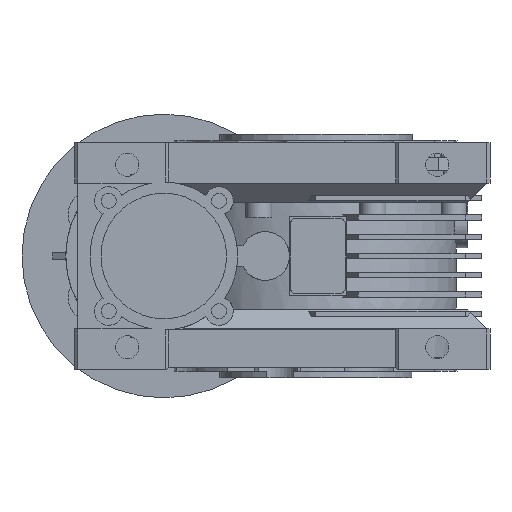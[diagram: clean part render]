
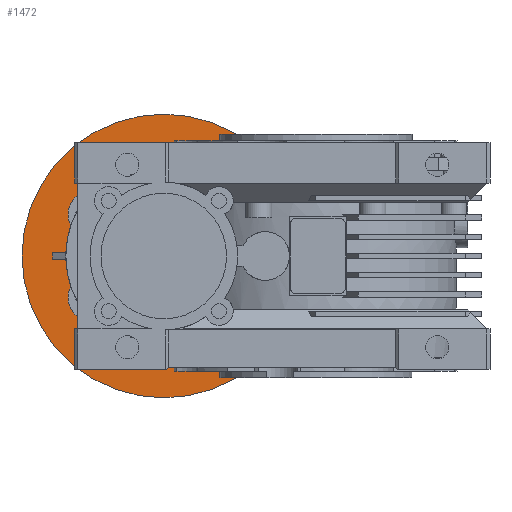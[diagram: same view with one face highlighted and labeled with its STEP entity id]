
A CAD part, left-side view. The second image highlights one B-rep face of the part: STEP entity #1472.
In plain terms, the highlighted planar face has unit normal (-1, 0, 0).
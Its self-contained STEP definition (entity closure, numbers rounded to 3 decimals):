
#1472=ADVANCED_FACE('',(#3798,#3799,#3800,#3801,#3802,#3803),#3804,.F.);
#3798=FACE_OUTER_BOUND('',#7228,.T.);
#3799=FACE_BOUND('',#7229,.T.);
#3800=FACE_BOUND('',#7230,.T.);
#3801=FACE_BOUND('',#7231,.T.);
#3802=FACE_BOUND('',#7232,.T.);
#3803=FACE_BOUND('',#7233,.T.);
#3804=PLANE('',#7234);
#7228=EDGE_LOOP('',(#11618));
#7229=EDGE_LOOP('',(#11619,#11620,#11621,#11622,#11623,#11624,#11625,#11626,#11627,#11628,#11629,#11630));
#7230=EDGE_LOOP('',(#11631));
#7231=EDGE_LOOP('',(#11632));
#7232=EDGE_LOOP('',(#11633));
#7233=EDGE_LOOP('',(#11634));
#7234=AXIS2_PLACEMENT_3D('',#11635,#11636,#11637);
#11618=ORIENTED_EDGE('',*,*,#20807,.F.);
#11619=ORIENTED_EDGE('',*,*,#20808,.F.);
#11620=ORIENTED_EDGE('',*,*,#19992,.F.);
#11621=ORIENTED_EDGE('',*,*,#20809,.F.);
#11622=ORIENTED_EDGE('',*,*,#20810,.F.);
#11623=ORIENTED_EDGE('',*,*,#20811,.F.);
#11624=ORIENTED_EDGE('',*,*,#20812,.F.);
#11625=ORIENTED_EDGE('',*,*,#20813,.F.);
#11626=ORIENTED_EDGE('',*,*,#20814,.F.);
#11627=ORIENTED_EDGE('',*,*,#20815,.F.);
#11628=ORIENTED_EDGE('',*,*,#20816,.F.);
#11629=ORIENTED_EDGE('',*,*,#20817,.F.);
#11630=ORIENTED_EDGE('',*,*,#20818,.F.);
#11631=ORIENTED_EDGE('',*,*,#20444,.T.);
#11632=ORIENTED_EDGE('',*,*,#20819,.T.);
#11633=ORIENTED_EDGE('',*,*,#20820,.T.);
#11634=ORIENTED_EDGE('',*,*,#20821,.T.);
#11635=CARTESIAN_POINT('',(21.5,0.,0.));
#11636=DIRECTION('',(1.,0.,0.));
#11637=DIRECTION('',(0.,1.,0.));
#19992=EDGE_CURVE('',#23976,#23979,#23980,.F.);
#20444=EDGE_CURVE('',#24790,#24790,#24791,.T.);
#20807=EDGE_CURVE('',#25407,#25407,#25408,.T.);
#20808=EDGE_CURVE('',#23979,#25409,#25410,.F.);
#20809=EDGE_CURVE('',#25411,#23976,#25412,.F.);
#20810=EDGE_CURVE('',#25413,#25411,#25414,.F.);
#20811=EDGE_CURVE('',#25415,#25413,#25416,.F.);
#20812=EDGE_CURVE('',#25417,#25415,#25418,.F.);
#20813=EDGE_CURVE('',#25419,#25417,#25420,.F.);
#20814=EDGE_CURVE('',#25421,#25419,#25422,.F.);
#20815=EDGE_CURVE('',#25423,#25421,#25424,.F.);
#20816=EDGE_CURVE('',#25425,#25423,#25426,.F.);
#20817=EDGE_CURVE('',#25427,#25425,#25428,.F.);
#20818=EDGE_CURVE('',#25409,#25427,#25429,.F.);
#20819=EDGE_CURVE('',#25430,#25430,#25431,.T.);
#20820=EDGE_CURVE('',#25432,#25432,#25433,.T.);
#20821=EDGE_CURVE('',#25434,#25434,#25435,.T.);
#23976=VERTEX_POINT('',#30122);
#23979=VERTEX_POINT('',#30126);
#23980=CIRCLE('',#30127,7.5);
#24790=VERTEX_POINT('',#31360);
#24791=CIRCLE('',#31361,3.);
#25407=VERTEX_POINT('',#32187);
#25408=CIRCLE('',#32188,70.);
#25409=VERTEX_POINT('',#32189);
#25410=CIRCLE('',#32190,44.35);
#25411=VERTEX_POINT('',#32191);
#25412=CIRCLE('',#32192,44.35);
#25413=VERTEX_POINT('',#32193);
#25414=CIRCLE('',#32194,7.5);
#25415=VERTEX_POINT('',#32195);
#25416=CIRCLE('',#32196,44.35);
#25417=VERTEX_POINT('',#32197);
#25418=CIRCLE('',#32198,7.5);
#25419=VERTEX_POINT('',#32199);
#25420=CIRCLE('',#32200,44.35);
#25421=VERTEX_POINT('',#32201);
#25422=CIRCLE('',#32202,7.5);
#25423=VERTEX_POINT('',#32203);
#25424=CIRCLE('',#32204,44.35);
#25425=VERTEX_POINT('',#32205);
#25426=CIRCLE('',#32206,7.5);
#25427=VERTEX_POINT('',#32207);
#25428=CIRCLE('',#32208,44.35);
#25429=CIRCLE('',#32209,7.5);
#25430=VERTEX_POINT('',#32210);
#25431=CIRCLE('',#32211,3.);
#25432=VERTEX_POINT('',#32212);
#25433=CIRCLE('',#32213,3.);
#25434=VERTEX_POINT('',#32214);
#25435=CIRCLE('',#32215,3.);
#30122=CARTESIAN_POINT('',(21.5,-34.454,-27.926));
#30126=CARTESIAN_POINT('',(21.5,-41.411,-15.875));
#30127=AXIS2_PLACEMENT_3D('',#37875,#37876,#37877);
#31360=CARTESIAN_POINT('',(21.5,-40.659,37.659));
#31361=AXIS2_PLACEMENT_3D('',#38419,#38420,#38421);
#32187=CARTESIAN_POINT('',(21.5,70.,0.));
#32188=AXIS2_PLACEMENT_3D('',#38930,#38931,#38932);
#32189=CARTESIAN_POINT('',(21.5,-41.411,15.875));
#32190=AXIS2_PLACEMENT_3D('',#38933,#38934,#38935);
#32191=CARTESIAN_POINT('',(21.5,-6.957,-43.801));
#32192=AXIS2_PLACEMENT_3D('',#38936,#38937,#38938);
#32193=CARTESIAN_POINT('',(21.5,6.957,-43.801));
#32194=AXIS2_PLACEMENT_3D('',#38939,#38940,#38941);
#32195=CARTESIAN_POINT('',(21.5,34.454,-27.926));
#32196=AXIS2_PLACEMENT_3D('',#38942,#38943,#38944);
#32197=CARTESIAN_POINT('',(21.5,41.411,-15.875));
#32198=AXIS2_PLACEMENT_3D('',#38945,#38946,#38947);
#32199=CARTESIAN_POINT('',(21.5,41.411,15.875));
#32200=AXIS2_PLACEMENT_3D('',#38948,#38949,#38950);
#32201=CARTESIAN_POINT('',(21.5,34.454,27.926));
#32202=AXIS2_PLACEMENT_3D('',#38951,#38952,#38953);
#32203=CARTESIAN_POINT('',(21.5,6.957,43.801));
#32204=AXIS2_PLACEMENT_3D('',#38954,#38955,#38956);
#32205=CARTESIAN_POINT('',(21.5,-6.957,43.801));
#32206=AXIS2_PLACEMENT_3D('',#38957,#38958,#38959);
#32207=CARTESIAN_POINT('',(21.5,-34.454,27.926));
#32208=AXIS2_PLACEMENT_3D('',#38960,#38961,#38962);
#32209=AXIS2_PLACEMENT_3D('',#38963,#38964,#38965);
#32210=CARTESIAN_POINT('',(21.5,40.659,37.659));
#32211=AXIS2_PLACEMENT_3D('',#38966,#38967,#38968);
#32212=CARTESIAN_POINT('',(21.5,-40.659,-43.659));
#32213=AXIS2_PLACEMENT_3D('',#38969,#38970,#38971);
#32214=CARTESIAN_POINT('',(21.5,40.659,-43.659));
#32215=AXIS2_PLACEMENT_3D('',#38972,#38973,#38974);
#37875=CARTESIAN_POINT('',(21.5,-35.507,-20.5));
#37876=DIRECTION('',(1.,0.,0.));
#37877=DIRECTION('',(0.,0.,-1.));
#38419=CARTESIAN_POINT('',(21.5,-40.659,40.659));
#38420=DIRECTION('',(1.,0.,0.));
#38421=DIRECTION('',(0.,0.,-1.));
#38930=CARTESIAN_POINT('',(21.5,0.,0.));
#38931=DIRECTION('',(1.,0.,0.));
#38932=DIRECTION('',(0.,1.,0.));
#38933=CARTESIAN_POINT('',(21.5,0.,0.));
#38934=DIRECTION('',(1.,0.,0.));
#38935=DIRECTION('',(0.,0.,-1.));
#38936=CARTESIAN_POINT('',(21.5,0.,0.));
#38937=DIRECTION('',(1.,0.,0.));
#38938=DIRECTION('',(0.,0.,-1.));
#38939=CARTESIAN_POINT('',(21.5,0.,-41.));
#38940=DIRECTION('',(1.,0.,0.));
#38941=DIRECTION('',(0.,0.,-1.));
#38942=CARTESIAN_POINT('',(21.5,0.,0.));
#38943=DIRECTION('',(1.,0.,0.));
#38944=DIRECTION('',(0.,0.,-1.));
#38945=CARTESIAN_POINT('',(21.5,35.507,-20.5));
#38946=DIRECTION('',(1.,0.,0.));
#38947=DIRECTION('',(0.,0.,-1.));
#38948=CARTESIAN_POINT('',(21.5,0.,0.));
#38949=DIRECTION('',(1.,0.,0.));
#38950=DIRECTION('',(0.,0.,-1.));
#38951=CARTESIAN_POINT('',(21.5,35.507,20.5));
#38952=DIRECTION('',(1.,0.,0.));
#38953=DIRECTION('',(0.,0.,-1.));
#38954=CARTESIAN_POINT('',(21.5,0.,0.));
#38955=DIRECTION('',(1.,0.,0.));
#38956=DIRECTION('',(0.,0.,-1.));
#38957=CARTESIAN_POINT('',(21.5,0.,41.));
#38958=DIRECTION('',(1.,0.,0.));
#38959=DIRECTION('',(0.,0.,-1.));
#38960=CARTESIAN_POINT('',(21.5,0.,0.));
#38961=DIRECTION('',(1.,0.,0.));
#38962=DIRECTION('',(0.,0.,-1.));
#38963=CARTESIAN_POINT('',(21.5,-35.507,20.5));
#38964=DIRECTION('',(1.,0.,0.));
#38965=DIRECTION('',(0.,0.,-1.));
#38966=CARTESIAN_POINT('',(21.5,40.659,40.659));
#38967=DIRECTION('',(1.,0.,0.));
#38968=DIRECTION('',(0.,0.,-1.));
#38969=CARTESIAN_POINT('',(21.5,-40.659,-40.659));
#38970=DIRECTION('',(1.,0.,0.));
#38971=DIRECTION('',(0.,0.,-1.));
#38972=CARTESIAN_POINT('',(21.5,40.659,-40.659));
#38973=DIRECTION('',(1.,0.,0.));
#38974=DIRECTION('',(0.,0.,-1.));
